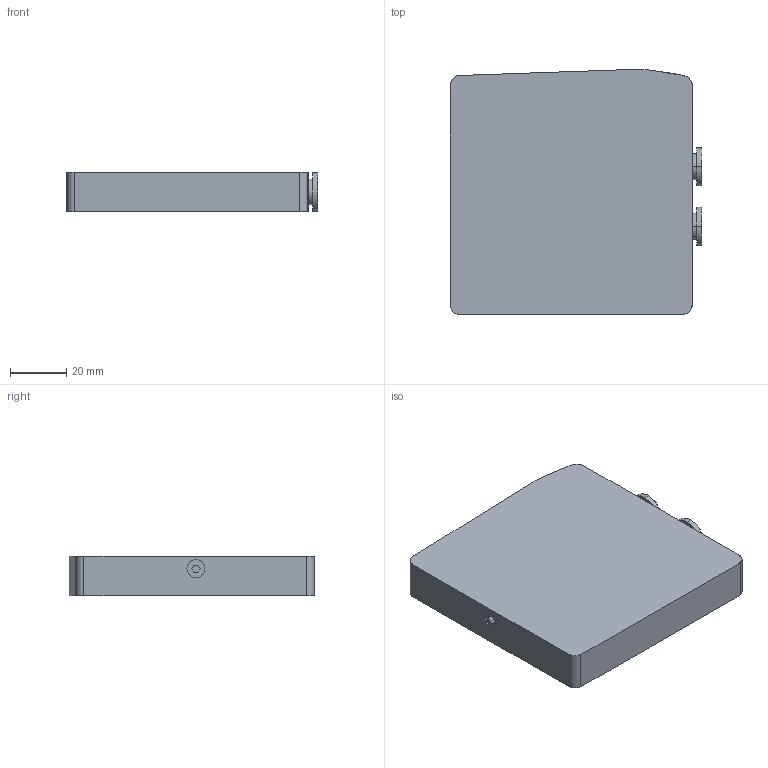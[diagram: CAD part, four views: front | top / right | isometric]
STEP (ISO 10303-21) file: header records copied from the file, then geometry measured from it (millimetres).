
FILE_DESCRIPTION (( 'STEP AP214' ), '1' );
FILE_NAME ('CMV-D2X-3X.STEP', '2018-05-14T14:32:19', ( '' ), ( '' ), 'SwSTEP 2.0', 'SolidWorks 2017', '' );
FILE_SCHEMA (( 'AUTOMOTIVE_DESIGN' ));
Length unit declared in the file: millimetre
Products named in the file (1): CMV-D2X-3X
Bounding box: 89.5 x 87.2 x 14 mm (x, y, z)
Volume: 103847 mm3; surface area: 20304.9 mm2
Topology: 1 solids, 1 shells, 107 faces, 268 edges, 176 vertices
Faces by surface type: plane 63, cylinder 36, torus 8
Entity records: 3240 total; most frequent: DIRECTION 572, CARTESIAN_POINT 552, ORIENTED_EDGE 536, EDGE_CURVE 268, AXIS2_PLACEMENT_3D 196, VECTOR 180, LINE 180, VERTEX_POINT 176
